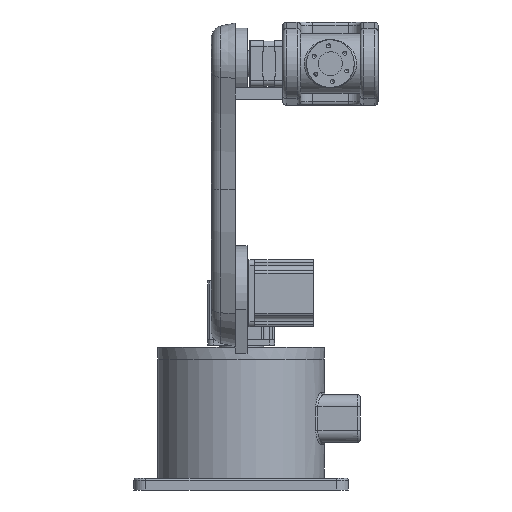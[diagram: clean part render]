
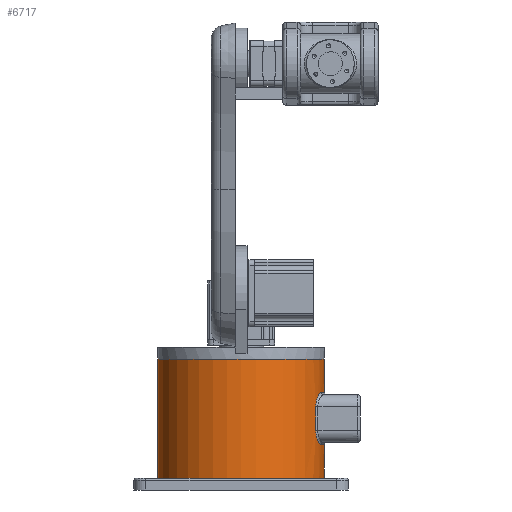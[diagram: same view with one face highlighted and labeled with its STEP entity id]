
A CAD part, left-side view. The second image highlights one B-rep face of the part: STEP entity #6717.
In plain terms, the highlighted cylindrical face has radius 70 mm (diameter 140 mm), a full revolution.
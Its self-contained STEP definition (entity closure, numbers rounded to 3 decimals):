
#323=FACE_BOUND('',#2195,.T.);
#571=LINE('',#10261,#1068);
#572=LINE('',#10373,#1069);
#581=LINE('',#10397,#1078);
#1068=VECTOR('',#8058,10.);
#1069=VECTOR('',#8073,10.);
#1078=VECTOR('',#8098,70.);
#1568=CYLINDRICAL_SURFACE('',#7251,70.);
#1782=FACE_OUTER_BOUND('',#2194,.T.);
#2194=EDGE_LOOP('',(#4788,#4789,#4790,#4791));
#2195=EDGE_LOOP('',(#4792,#4793,#4794,#4795,#4796,#4797,#4798,#4799));
#2693=B_SPLINE_CURVE_WITH_KNOTS('',3,(#10198,#10199,#10200,#10201,#10202,
#10203,#10204),.UNSPECIFIED.,.F.,.F.,(4,1,1,1,4),(0.,0.557,
0.836,1.393,1.95),.UNSPECIFIED.);
#2695=B_SPLINE_CURVE_WITH_KNOTS('',3,(#10250,#10251,#10252,#10253,#10254,
#10255),.UNSPECIFIED.,.F.,.F.,(4,1,1,4),(0.,0.836,1.393,
1.95),.UNSPECIFIED.);
#2697=B_SPLINE_CURVE_WITH_KNOTS('',3,(#10307,#10308,#10309,#10310,#10311,
#10312,#10313),.UNSPECIFIED.,.F.,.F.,(4,1,1,1,4),(0.,0.557,
0.836,1.393,1.95),.UNSPECIFIED.);
#2699=B_SPLINE_CURVE_WITH_KNOTS('',3,(#10365,#10366,#10367,#10368,#10369,
#10370,#10371),.UNSPECIFIED.,.F.,.F.,(4,1,1,1,4),(0.,
0.557,1.115,1.393,1.95),
 .UNSPECIFIED.);
#2759=CIRCLE('',#7234,70.);
#2765=CIRCLE('',#7242,70.);
#2769=CIRCLE('',#7252,70.);
#2770=CIRCLE('',#7253,70.);
#3160=VERTEX_POINT('',#10185);
#3163=VERTEX_POINT('',#10196);
#3164=VERTEX_POINT('',#10206);
#3166=VERTEX_POINT('',#10241);
#3168=VERTEX_POINT('',#10257);
#3170=VERTEX_POINT('',#10297);
#3172=VERTEX_POINT('',#10315);
#3174=VERTEX_POINT('',#10355);
#3181=VERTEX_POINT('',#10394);
#3182=VERTEX_POINT('',#10396);
#3774=EDGE_CURVE('',#3163,#3160,#2693,.T.);
#3777=EDGE_CURVE('',#3160,#3164,#2759,.T.);
#3780=EDGE_CURVE('',#3164,#3166,#2695,.T.);
#3783=EDGE_CURVE('',#3166,#3168,#571,.T.);
#3786=EDGE_CURVE('',#3168,#3170,#2697,.T.);
#3789=EDGE_CURVE('',#3170,#3172,#2765,.T.);
#3792=EDGE_CURVE('',#3172,#3174,#2699,.T.);
#3793=EDGE_CURVE('',#3174,#3163,#572,.T.);
#3804=EDGE_CURVE('',#3181,#3181,#2769,.T.);
#3805=EDGE_CURVE('',#3181,#3182,#581,.T.);
#3806=EDGE_CURVE('',#3182,#3182,#2770,.T.);
#4788=ORIENTED_EDGE('',*,*,#3804,.F.);
#4789=ORIENTED_EDGE('',*,*,#3805,.T.);
#4790=ORIENTED_EDGE('',*,*,#3806,.F.);
#4791=ORIENTED_EDGE('',*,*,#3805,.F.);
#4792=ORIENTED_EDGE('',*,*,#3774,.F.);
#4793=ORIENTED_EDGE('',*,*,#3793,.F.);
#4794=ORIENTED_EDGE('',*,*,#3792,.F.);
#4795=ORIENTED_EDGE('',*,*,#3789,.F.);
#4796=ORIENTED_EDGE('',*,*,#3786,.F.);
#4797=ORIENTED_EDGE('',*,*,#3783,.F.);
#4798=ORIENTED_EDGE('',*,*,#3780,.F.);
#4799=ORIENTED_EDGE('',*,*,#3777,.F.);
#6717=ADVANCED_FACE('',(#1782,#323),#1568,.T.);
#7234=AXIS2_PLACEMENT_3D('',#10210,#8049,#8050);
#7242=AXIS2_PLACEMENT_3D('',#10319,#8067,#8068);
#7251=AXIS2_PLACEMENT_3D('',#10393,#8094,#8095);
#7252=AXIS2_PLACEMENT_3D('',#10395,#8096,#8097);
#7253=AXIS2_PLACEMENT_3D('',#10398,#8099,#8100);
#8049=DIRECTION('center_axis',(0.,0.,-1.));
#8050=DIRECTION('ref_axis',(0.,-1.,0.));
#8058=DIRECTION('',(0.,0.,-1.));
#8067=DIRECTION('center_axis',(0.,0.,1.));
#8068=DIRECTION('ref_axis',(0.,-1.,0.));
#8073=DIRECTION('',(0.,0.,1.));
#8094=DIRECTION('center_axis',(0.,0.,1.));
#8095=DIRECTION('ref_axis',(-1.,0.,0.));
#8096=DIRECTION('center_axis',(0.,0.,1.));
#8097=DIRECTION('ref_axis',(-1.,0.,0.));
#8098=DIRECTION('',(0.,0.,-1.));
#8099=DIRECTION('center_axis',(0.,0.,-1.));
#8100=DIRECTION('ref_axis',(-1.,0.,0.));
#10185=CARTESIAN_POINT('',(19.444,-67.245,82.));
#10196=CARTESIAN_POINT('',(31.111,-62.706,70.));
#10198=CARTESIAN_POINT('Ctrl Pts',(31.111,-62.706,70.));
#10199=CARTESIAN_POINT('Ctrl Pts',(31.111,-62.706,71.858));
#10200=CARTESIAN_POINT('Ctrl Pts',(30.461,-63.036,74.629));
#10201=CARTESIAN_POINT('Ctrl Pts',(28.06,-64.15,78.431));
#10202=CARTESIAN_POINT('Ctrl Pts',(24.601,-65.6,81.198));
#10203=CARTESIAN_POINT('Ctrl Pts',(21.179,-66.744,82.));
#10204=CARTESIAN_POINT('Ctrl Pts',(19.444,-67.245,82.));
#10206=CARTESIAN_POINT('',(-19.444,-67.245,82.));
#10210=CARTESIAN_POINT('Origin',(0.,0.,82.));
#10241=CARTESIAN_POINT('',(-31.111,-62.706,70.));
#10250=CARTESIAN_POINT('Ctrl Pts',(-19.444,-67.245,
82.));
#10251=CARTESIAN_POINT('Ctrl Pts',(-22.047,-66.493,
82.));
#10252=CARTESIAN_POINT('Ctrl Pts',(-26.278,-64.963,
80.485));
#10253=CARTESIAN_POINT('Ctrl Pts',(-30.239,-63.147,75.555));
#10254=CARTESIAN_POINT('Ctrl Pts',(-31.111,-62.706,
71.858));
#10255=CARTESIAN_POINT('Ctrl Pts',(-31.111,-62.706,
70.));
#10257=CARTESIAN_POINT('',(-31.111,-62.706,50.));
#10261=CARTESIAN_POINT('',(-31.111,-62.706,10.));
#10297=CARTESIAN_POINT('',(-19.444,-67.245,38.));
#10307=CARTESIAN_POINT('Ctrl Pts',(-31.111,-62.706,
50.));
#10308=CARTESIAN_POINT('Ctrl Pts',(-31.111,-62.706,
48.142));
#10309=CARTESIAN_POINT('Ctrl Pts',(-30.461,-63.036,
45.371));
#10310=CARTESIAN_POINT('Ctrl Pts',(-28.06,-64.15,
41.569));
#10311=CARTESIAN_POINT('Ctrl Pts',(-24.601,-65.6,
38.802));
#10312=CARTESIAN_POINT('Ctrl Pts',(-21.179,-66.744,
38.));
#10313=CARTESIAN_POINT('Ctrl Pts',(-19.444,-67.245,
38.));
#10315=CARTESIAN_POINT('',(19.444,-67.245,38.));
#10319=CARTESIAN_POINT('Origin',(0.,0.,38.));
#10355=CARTESIAN_POINT('',(31.111,-62.706,50.));
#10365=CARTESIAN_POINT('Ctrl Pts',(19.444,-67.245,38.));
#10366=CARTESIAN_POINT('Ctrl Pts',(21.179,-66.744,38.));
#10367=CARTESIAN_POINT('Ctrl Pts',(24.601,-65.6,38.802));
#10368=CARTESIAN_POINT('Ctrl Pts',(28.06,-64.15,41.569));
#10369=CARTESIAN_POINT('Ctrl Pts',(30.461,-63.036,45.371));
#10370=CARTESIAN_POINT('Ctrl Pts',(31.111,-62.706,48.142));
#10371=CARTESIAN_POINT('Ctrl Pts',(31.111,-62.706,50.));
#10373=CARTESIAN_POINT('',(31.111,-62.706,10.));
#10393=CARTESIAN_POINT('Origin',(0.,0.,10.));
#10394=CARTESIAN_POINT('',(70.,0.,110.));
#10395=CARTESIAN_POINT('Origin',(0.,0.,110.));
#10396=CARTESIAN_POINT('',(70.,0.,10.));
#10397=CARTESIAN_POINT('',(70.,0.,10.));
#10398=CARTESIAN_POINT('Origin',(0.,0.,10.));
